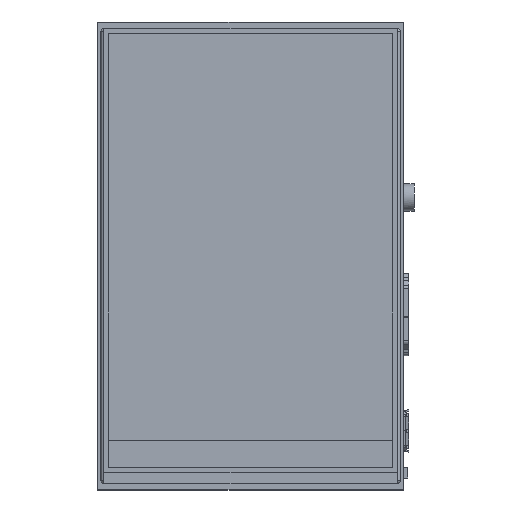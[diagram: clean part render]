
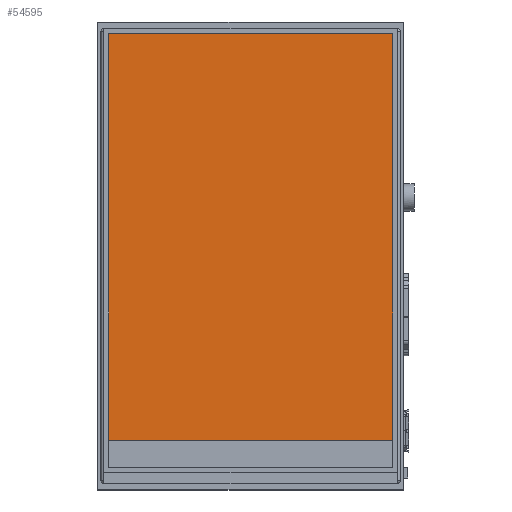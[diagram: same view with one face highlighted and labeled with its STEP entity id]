
A CAD part, top view. The second image highlights one B-rep face of the part: STEP entity #54595.
In plain terms, the highlighted face is planar.
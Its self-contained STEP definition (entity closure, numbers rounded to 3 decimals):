
#53832 = VERTEX_POINT('',#53833);
#53833 = CARTESIAN_POINT('',(-2.77,-31.35,19.1));
#53839 = EDGE_CURVE('',#53832,#53840,#53842,.T.);
#53840 = VERTEX_POINT('',#53841);
#53841 = CARTESIAN_POINT('',(-2.77,43.35,19.1));
#53842 = LINE('',#53843,#53844);
#53843 = CARTESIAN_POINT('',(-2.77,22.925,19.1));
#53844 = VECTOR('',#53845,1.);
#53845 = DIRECTION('',(0.,1.,0.));
#53847 = EDGE_CURVE('',#53840,#53848,#53850,.T.);
#53848 = VERTEX_POINT('',#53849);
#53849 = CARTESIAN_POINT('',(49.43,43.35,19.1));
#53850 = LINE('',#53851,#53852);
#53851 = CARTESIAN_POINT('',(36.38,43.35,19.1));
#53852 = VECTOR('',#53853,1.);
#53853 = DIRECTION('',(1.,0.,0.));
#53855 = EDGE_CURVE('',#53848,#53856,#53858,.T.);
#53856 = VERTEX_POINT('',#53857);
#53857 = CARTESIAN_POINT('',(49.43,-31.35,19.1));
#53858 = LINE('',#53859,#53860);
#53859 = CARTESIAN_POINT('',(49.43,-16.925,19.1));
#53860 = VECTOR('',#53861,1.);
#53861 = DIRECTION('',(0.,-1.,0.));
#54582 = EDGE_CURVE('',#53856,#53832,#54583,.T.);
#54583 = LINE('',#54584,#54585);
#54584 = CARTESIAN_POINT('',(10.279,-31.35,19.1));
#54585 = VECTOR('',#54586,1.);
#54586 = DIRECTION('',(-1.,0.,0.));
#54595 = ADVANCED_FACE('',(#54596),#54602,.T.);
#54596 = FACE_BOUND('',#54597,.T.);
#54597 = EDGE_LOOP('',(#54598,#54599,#54600,#54601));
#54598 = ORIENTED_EDGE('',*,*,#54582,.F.);
#54599 = ORIENTED_EDGE('',*,*,#53855,.F.);
#54600 = ORIENTED_EDGE('',*,*,#53847,.F.);
#54601 = ORIENTED_EDGE('',*,*,#53839,.F.);
#54602 = PLANE('',#54603);
#54603 = AXIS2_PLACEMENT_3D('',#54604,#54605,#54606);
#54604 = CARTESIAN_POINT('',(23.33,2.5,19.1));
#54605 = DIRECTION('',(0.,0.,1.));
#54606 = DIRECTION('',(0.,1.,0.));
